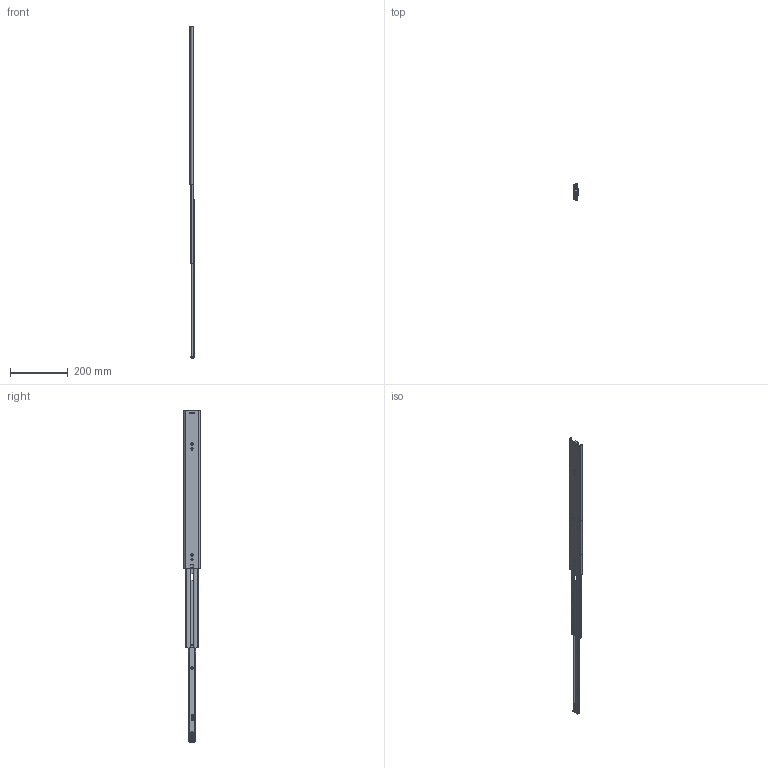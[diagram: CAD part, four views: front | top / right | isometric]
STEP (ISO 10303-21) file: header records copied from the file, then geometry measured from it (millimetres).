
FILE_DESCRIPTION(/* description */ ('Überauszug Serie 037 550x600'),/* implementation_level */ '2;1');
FILE_NAME(/* name */ '07000063006.stp',/* time_stamp */ '2020-06-18T13:13:49+02:00',/* author */ ('Dennis Bruder'),/* organization */ (''),/* preprocessor_version */ 'ST-DEVELOPER v18',/* originating_system */ 'Autodesk Inventor 2020',/* authorisation */ '');
FILE_SCHEMA (('AUTOMOTIVE_DESIGN { 1 0 10303 214 3 1 1 }'));
Products named in the file (1): 07000063006
Bounding box: 17.35 x 57.39 x 1150 mm (x, y, z)
Volume: 215364.1 mm3; surface area: 280829.2 mm2
Topology: 76 solids, 76 shells, 3569 faces, 10734 edges, 7168 vertices
Faces by surface type: plane 1685, cylinder 884, cone 494, torus 221, bspline 219, sphere 66
Full cylindrical faces by diameter (mm): 1 x8, 3.5 x2, 4.5 x8, 4.6 x7, 5 x4, 5.9 x3, 6 x4, 8 x6, 8.2 x2
Entity records: 153057 total; most frequent: CARTESIAN_POINT 57092, ORIENTED_EDGE 21200, DIRECTION 17311, EDGE_CURVE 10600, VERTEX_POINT 7168, AXIS2_PLACEMENT_3D 6013, LINE 5285, VECTOR 5285
